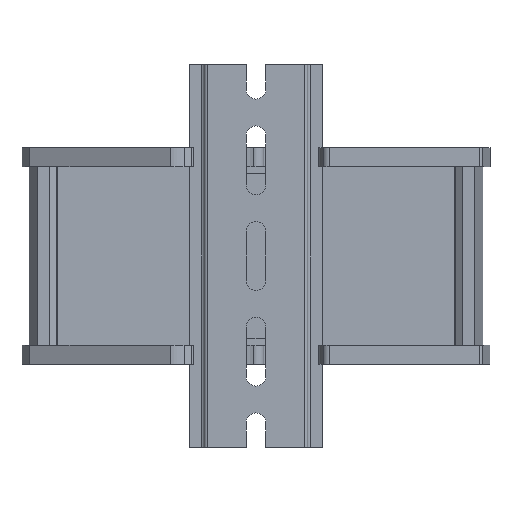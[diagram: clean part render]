
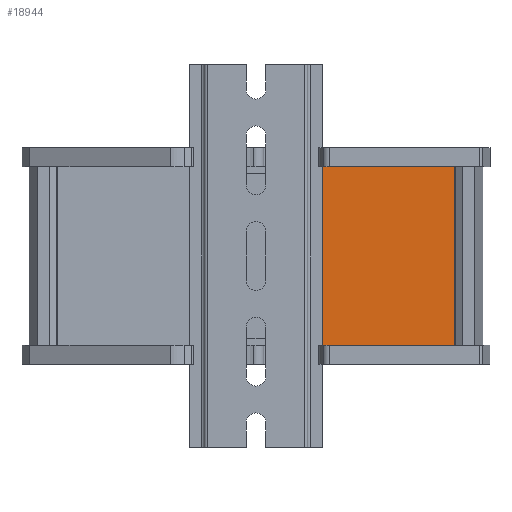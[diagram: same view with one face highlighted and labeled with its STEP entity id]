
A CAD part, front view. The second image highlights one B-rep face of the part: STEP entity #18944.
In plain terms, the highlighted planar face has unit normal (0, -1, 0).
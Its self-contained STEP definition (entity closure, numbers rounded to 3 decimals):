
#89 = LINE ( 'NONE', #20214, #19771 ) ;
#460 = CARTESIAN_POINT ( 'NONE',  ( 6.025, -1.653, -50. ) ) ;
#1091 = ORIENTED_EDGE ( 'NONE', *, *, #12555, .T. ) ;
#1373 = DIRECTION ( 'NONE',  ( 0., 0., 1. ) ) ;
#3123 = EDGE_CURVE ( 'NONE', #7159, #3246, #89, .T. ) ;
#3246 = VERTEX_POINT ( 'NONE', #3319 ) ;
#3319 = CARTESIAN_POINT ( 'NONE',  ( 51.609, -1.653, 0. ) ) ;
#3606 = CARTESIAN_POINT ( 'NONE',  ( 6.025, -1.653, 0. ) ) ;
#4426 = LINE ( 'NONE', #12730, #22906 ) ;
#5236 = VERTEX_POINT ( 'NONE', #18754 ) ;
#6878 = PLANE ( 'NONE',  #24224 ) ;
#7110 = DIRECTION ( 'NONE',  ( 1., 0., 0. ) ) ;
#7159 = VERTEX_POINT ( 'NONE', #3606 ) ;
#7499 = VECTOR ( 'NONE', #1373, 1000. ) ;
#8831 = CARTESIAN_POINT ( 'NONE',  ( 6.025, -1.653, -50. ) ) ;
#10559 = EDGE_LOOP ( 'NONE', ( #17327, #16722, #1091, #14649 ) ) ;
#10786 = DIRECTION ( 'NONE',  ( 1., 0., 0. ) ) ;
#11703 = EDGE_CURVE ( 'NONE', #5236, #3246, #12598, .T. ) ;
#12555 = EDGE_CURVE ( 'NONE', #16043, #5236, #4426, .T. ) ;
#12598 = LINE ( 'NONE', #21875, #7499 ) ;
#12730 = CARTESIAN_POINT ( 'NONE',  ( 6.025, -1.653, -50. ) ) ;
#14649 = ORIENTED_EDGE ( 'NONE', *, *, #11703, .T. ) ;
#14950 = VECTOR ( 'NONE', #19396, 1000. ) ;
#16043 = VERTEX_POINT ( 'NONE', #21271 ) ;
#16722 = ORIENTED_EDGE ( 'NONE', *, *, #16776, .F. ) ;
#16776 = EDGE_CURVE ( 'NONE', #16043, #7159, #19988, .T. ) ;
#17327 = ORIENTED_EDGE ( 'NONE', *, *, #3123, .F. ) ;
#17919 = FACE_OUTER_BOUND ( 'NONE', #10559, .T. ) ;
#18264 = DIRECTION ( 'NONE',  ( 0., -1., 0. ) ) ;
#18754 = CARTESIAN_POINT ( 'NONE',  ( 51.609, -1.653, -50. ) ) ;
#18944 = ADVANCED_FACE ( 'NONE', ( #17919 ), #6878, .T. ) ;
#19396 = DIRECTION ( 'NONE',  ( 0., 0., 1. ) ) ;
#19771 = VECTOR ( 'NONE', #10786, 1000. ) ;
#19988 = LINE ( 'NONE', #460, #14950 ) ;
#20214 = CARTESIAN_POINT ( 'NONE',  ( 6.025, -1.653, 0. ) ) ;
#20256 = DIRECTION ( 'NONE',  ( 0., 0., -1. ) ) ;
#21271 = CARTESIAN_POINT ( 'NONE',  ( 6.025, -1.653, -50. ) ) ;
#21875 = CARTESIAN_POINT ( 'NONE',  ( 51.609, -1.653, -50. ) ) ;
#22906 = VECTOR ( 'NONE', #7110, 1000. ) ;
#24224 = AXIS2_PLACEMENT_3D ( 'NONE', #8831, #18264, #20256 ) ;
